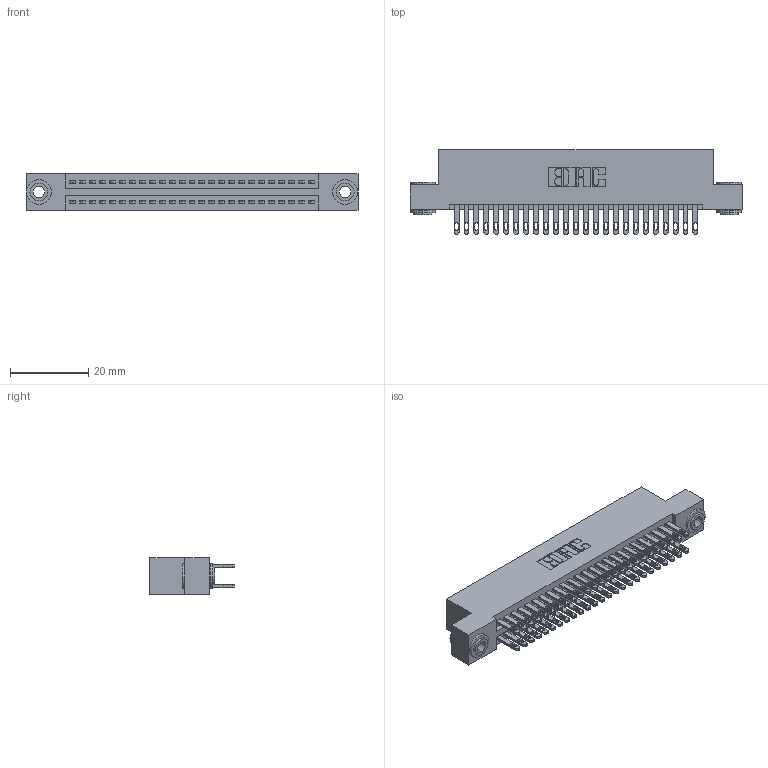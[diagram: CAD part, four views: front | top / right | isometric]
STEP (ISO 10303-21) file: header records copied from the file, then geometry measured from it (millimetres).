
FILE_DESCRIPTION (( 'STEP AP203' ), '1' );
FILE_NAME ('345-050-500-203.STEP', '2018-09-14T01:57:50', ( '' ), ( '' ), 'SwSTEP 2.0', 'SolidWorks 2016', '' );
FILE_SCHEMA (( 'CONFIG_CONTROL_DESIGN' ));
Length unit declared in the file: inch
Products named in the file (4): 345-292-001_345-293-100; 345-250-002_345-250-002-102; 345-050-500-203; 345 Part_Flush Mounting Lugs - 0.156 Dia-TH
Assembly tree (53 placements, depth 2):
  345-050-500-203
    345 Part_Flush Mounting Lugs - 0.156 Dia-TH
    345-292-001_345-293-100  x50
    345-250-002_345-250-002-102  x2
Bounding box: 84.71 x 21.51 x 9.4 mm (x, y, z)
Volume: 8243.1 mm3; surface area: 12570.3 mm2
Topology: 53 solids, 53 shells, 2464 faces, 7467 edges, 4974 vertices
Faces by surface type: plane 1440, cylinder 1016, cone 8
Entity records: 22484 total; most frequent: CARTESIAN_POINT 3759, ORIENTED_EDGE 3686, DIRECTION 3369, EDGE_CURVE 1843, VECTOR 1583, LINE 1583, VERTEX_POINT 1226, AXIS2_PLACEMENT_3D 893
